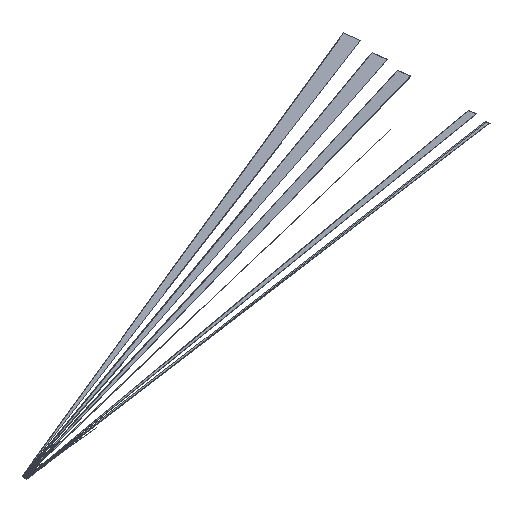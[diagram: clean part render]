
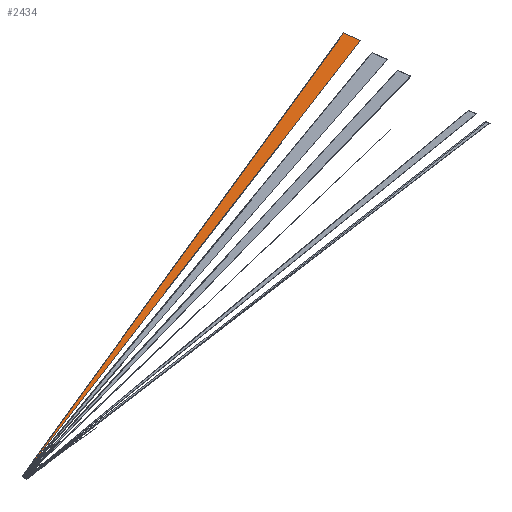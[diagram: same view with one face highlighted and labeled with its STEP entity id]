
A CAD part, isometric view. The second image highlights one B-rep face of the part: STEP entity #2434.
In plain terms, the highlighted planar face has unit normal (-0.041, 0.096, 0.995).
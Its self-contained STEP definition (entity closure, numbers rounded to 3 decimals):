
#2321 = EDGE_CURVE('',#2322,#2324,#2326,.T.);
#2322 = VERTEX_POINT('',#2323);
#2323 = CARTESIAN_POINT('',(750.,306.8,0.982));
#2324 = VERTEX_POINT('',#2325);
#2325 = CARTESIAN_POINT('',(750.,284.263,3.168));
#2326 = SURFACE_CURVE('',#2327,(#2331,#2342),.PCURVE_S1.);
#2327 = LINE('',#2328,#2329);
#2328 = CARTESIAN_POINT('',(750.,307.454,0.918));
#2329 = VECTOR('',#2330,1.);
#2330 = DIRECTION('',(0.,-0.995,0.097));
#2331 = PCURVE('',#2332,#2337);
#2332 = PLANE('',#2333);
#2333 = AXIS2_PLACEMENT_3D('',#2334,#2335,#2336);
#2334 = CARTESIAN_POINT('',(750.,295.842,1.894));
#2335 = DIRECTION('',(-1.,0.,0.));
#2336 = DIRECTION('',(0.,0.,-1.));
#2337 = DEFINITIONAL_REPRESENTATION('',(#2338),#2341);
#2338 = B_SPLINE_CURVE_WITH_KNOTS('',1,(#2339,#2340),.UNSPECIFIED.,.F.,
  .F.,(2,2),(0.,23.3),.PIECEWISE_BEZIER_KNOTS.);
#2339 = CARTESIAN_POINT('',(0.975,-11.613));
#2340 = CARTESIAN_POINT('',(-1.274,11.579));
#2341 = ( GEOMETRIC_REPRESENTATION_CONTEXT(2) 
PARAMETRIC_REPRESENTATION_CONTEXT() REPRESENTATION_CONTEXT('2D SPACE',''
  ) );
#2342 = PCURVE('',#2343,#2348);
#2343 = PLANE('',#2344);
#2344 = AXIS2_PLACEMENT_3D('',#2345,#2346,#2347);
#2345 = CARTESIAN_POINT('',(390.195,153.962,1.131)
  );
#2346 = DIRECTION('',(0.041,-0.096,
    -0.995));
#2347 = DIRECTION('',(0.,-0.995,
    0.097));
#2348 = DEFINITIONAL_REPRESENTATION('',(#2349),#2353);
#2349 = LINE('',#2350,#2351);
#2350 = CARTESIAN_POINT('',(-152.796,-360.102));
#2351 = VECTOR('',#2352,1.);
#2352 = DIRECTION('',(1.,0.));
#2353 = ( GEOMETRIC_REPRESENTATION_CONTEXT(2) 
PARAMETRIC_REPRESENTATION_CONTEXT() REPRESENTATION_CONTEXT('2D SPACE',''
  ) );
#2371 = PLANE('',#2372);
#2372 = AXIS2_PLACEMENT_3D('',#2373,#2374,#2375);
#2373 = CARTESIAN_POINT('',(442.008,180.819,
    90.651));
#2374 = DIRECTION('',(0.379,-0.926,0.
    ));
#2375 = DIRECTION('',(-0.926,-0.379,0.));
#2423 = PLANE('',#2424);
#2424 = AXIS2_PLACEMENT_3D('',#2425,#2426,#2427);
#2425 = CARTESIAN_POINT('',(385.,145.913,1.549));
#2426 = DIRECTION('',(-0.352,0.93,-0.105));
#2427 = DIRECTION('',(0.935,0.354,0.));
#2434 = ADVANCED_FACE('',(#2435),#2343,.F.);
#2435 = FACE_BOUND('',#2436,.F.);
#2436 = EDGE_LOOP('',(#2437,#2458,#2459,#2481));
#2437 = ORIENTED_EDGE('',*,*,#2438,.F.);
#2438 = EDGE_CURVE('',#2322,#2439,#2441,.T.);
#2439 = VERTEX_POINT('',#2440);
#2440 = CARTESIAN_POINT('',(20.,8.2,0.171));
#2441 = SURFACE_CURVE('',#2442,(#2446,#2452),.PCURVE_S1.);
#2442 = LINE('',#2443,#2444);
#2443 = CARTESIAN_POINT('',(415.152,169.833,
    0.61));
#2444 = VECTOR('',#2445,1.);
#2445 = DIRECTION('',(-0.926,-0.379,
    -0.001));
#2446 = PCURVE('',#2343,#2447);
#2447 = DEFINITIONAL_REPRESENTATION('',(#2448),#2451);
#2448 = B_SPLINE_CURVE_WITH_KNOTS('',1,(#2449,#2450),.UNSPECIFIED.,.F.,
  .F.,(2,2),(-440.649,505.803),.PIECEWISE_BEZIER_KNOTS.);
#2449 = CARTESIAN_POINT('',(-181.851,-433.162));
#2450 = CARTESIAN_POINT('',(174.702,443.559));
#2451 = ( GEOMETRIC_REPRESENTATION_CONTEXT(2) 
PARAMETRIC_REPRESENTATION_CONTEXT() REPRESENTATION_CONTEXT('2D SPACE',''
  ) );
#2452 = PCURVE('',#2371,#2453);
#2453 = DEFINITIONAL_REPRESENTATION('',(#2454),#2457);
#2454 = B_SPLINE_CURVE_WITH_KNOTS('',1,(#2455,#2456),.UNSPECIFIED.,.F.,
  .F.,(2,2),(-440.649,505.803),.PIECEWISE_BEZIER_KNOTS.);
#2455 = CARTESIAN_POINT('',(-411.633,89.588));
#2456 = CARTESIAN_POINT('',(534.818,90.561));
#2457 = ( GEOMETRIC_REPRESENTATION_CONTEXT(2) 
PARAMETRIC_REPRESENTATION_CONTEXT() REPRESENTATION_CONTEXT('2D SPACE',''
  ) );
#2458 = ORIENTED_EDGE('',*,*,#2321,.T.);
#2459 = ORIENTED_EDGE('',*,*,#2460,.T.);
#2460 = EDGE_CURVE('',#2324,#2461,#2463,.T.);
#2461 = VERTEX_POINT('',#2462);
#2462 = CARTESIAN_POINT('',(20.,7.597,0.23));
#2463 = SURFACE_CURVE('',#2464,(#2468,#2475),.PCURVE_S1.);
#2464 = LINE('',#2465,#2466);
#2465 = CARTESIAN_POINT('',(750.,284.263,3.168));
#2466 = VECTOR('',#2467,1.);
#2467 = DIRECTION('',(-0.935,-0.354,
    -0.004));
#2468 = PCURVE('',#2343,#2469);
#2469 = DEFINITIONAL_REPRESENTATION('',(#2470),#2474);
#2470 = LINE('',#2471,#2472);
#2471 = CARTESIAN_POINT('',(-129.496,-360.102));
#2472 = VECTOR('',#2473,1.);
#2473 = DIRECTION('',(0.352,0.936));
#2474 = ( GEOMETRIC_REPRESENTATION_CONTEXT(2) 
PARAMETRIC_REPRESENTATION_CONTEXT() REPRESENTATION_CONTEXT('2D SPACE',''
  ) );
#2475 = PCURVE('',#2423,#2476);
#2476 = DEFINITIONAL_REPRESENTATION('',(#2477),#2480);
#2477 = B_SPLINE_CURVE_WITH_KNOTS('',1,(#2478,#2479),.UNSPECIFIED.,.F.,
  .F.,(2,2),(0.,780.675),.PIECEWISE_BEZIER_KNOTS.);
#2478 = CARTESIAN_POINT('',(390.34,-1.627));
#2479 = CARTESIAN_POINT('',(-390.329,1.327));
#2480 = ( GEOMETRIC_REPRESENTATION_CONTEXT(2) 
PARAMETRIC_REPRESENTATION_CONTEXT() REPRESENTATION_CONTEXT('2D SPACE',''
  ) );
#2481 = ORIENTED_EDGE('',*,*,#2482,.F.);
#2482 = EDGE_CURVE('',#2439,#2461,#2483,.T.);
#2483 = SURFACE_CURVE('',#2484,(#2488,#2494),.PCURVE_S1.);
#2484 = LINE('',#2485,#2486);
#2485 = CARTESIAN_POINT('',(20.,8.215,0.17));
#2486 = VECTOR('',#2487,1.);
#2487 = DIRECTION('',(0.,-0.995,0.097));
#2488 = PCURVE('',#2343,#2489);
#2489 = DEFINITIONAL_REPRESENTATION('',(#2490),#2493);
#2490 = B_SPLINE_CURVE_WITH_KNOTS('',1,(#2491,#2492),.UNSPECIFIED.,.F.,
  .F.,(2,2),(0.,0.622),.PIECEWISE_BEZIER_KNOTS.);
#2491 = CARTESIAN_POINT('',(144.973,370.499));
#2492 = CARTESIAN_POINT('',(145.595,370.499));
#2493 = ( GEOMETRIC_REPRESENTATION_CONTEXT(2) 
PARAMETRIC_REPRESENTATION_CONTEXT() REPRESENTATION_CONTEXT('2D SPACE',''
  ) );
#2494 = PCURVE('',#2495,#2500);
#2495 = PLANE('',#2496);
#2496 = AXIS2_PLACEMENT_3D('',#2497,#2498,#2499);
#2497 = CARTESIAN_POINT('',(20.,4.,4.));
#2498 = DIRECTION('',(1.,0.,0.));
#2499 = DIRECTION('',(0.,0.,1.));
#2500 = DEFINITIONAL_REPRESENTATION('',(#2501),#2505);
#2501 = LINE('',#2502,#2503);
#2502 = CARTESIAN_POINT('',(-3.83,-4.215));
#2503 = VECTOR('',#2504,1.);
#2504 = DIRECTION('',(0.097,0.995));
#2505 = ( GEOMETRIC_REPRESENTATION_CONTEXT(2) 
PARAMETRIC_REPRESENTATION_CONTEXT() REPRESENTATION_CONTEXT('2D SPACE',''
  ) );
